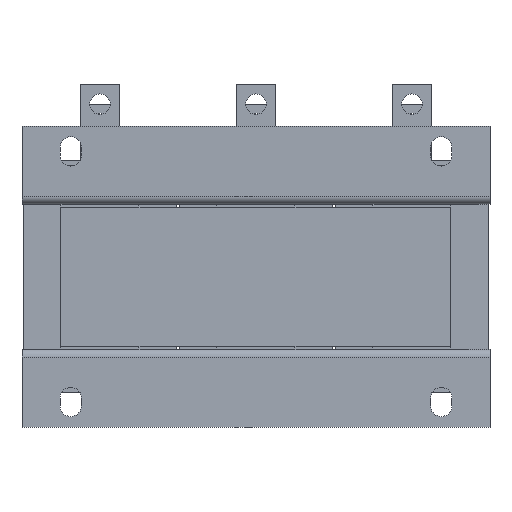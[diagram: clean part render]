
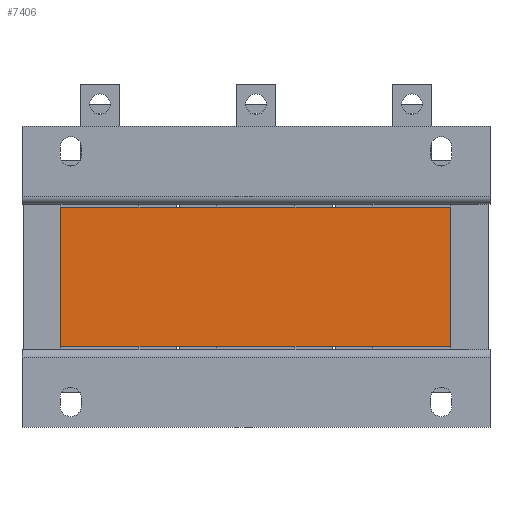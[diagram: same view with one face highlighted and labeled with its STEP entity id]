
A CAD part, front view. The second image highlights one B-rep face of the part: STEP entity #7406.
In plain terms, the highlighted planar face has unit normal (0, -1, 0).
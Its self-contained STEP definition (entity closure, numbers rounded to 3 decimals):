
#18 = CARTESIAN_POINT ( 'NONE',  ( 60., -20., -35.75 ) ) ;
#493 = LINE ( 'NONE', #12370, #8073 ) ;
#599 = EDGE_CURVE ( 'Defeature ausgef�hrt1_213+Defeature ausgef�hrt1_314+Defeature ausgef�hrt1_40+Defeature ausgef�hrt1_38', #2124, #646, #11618, .T. ) ;
#646 = VERTEX_POINT ( 'NONE', #1296 ) ;
#741 = VECTOR ( 'NONE', #5803, 1000. ) ;
#762 = PLANE ( 'NONE',  #3285 ) ;
#904 = VERTEX_POINT ( 'NONE', #8250 ) ;
#1296 = CARTESIAN_POINT ( 'NONE',  ( 20., -20., 35.75 ) ) ;
#1455 = CARTESIAN_POINT ( 'NONE',  ( -100., -20., -35.75 ) ) ;
#1481 = EDGE_CURVE ( 'Defeature ausgef�hrt1_309+Defeature ausgef�hrt1_314+Defeature ausgef�hrt1_38+Defeature ausgef�hrt1_86', #646, #7943, #12077, .T. ) ;
#1542 = VECTOR ( 'NONE', #12344, 1000. ) ;
#1831 = VERTEX_POINT ( 'NONE', #18 ) ;
#1841 = FACE_OUTER_BOUND ( 'NONE', #2517, .T. ) ;
#2082 = EDGE_CURVE ( 'Defeature ausgef�hrt1_314+Defeature ausgef�hrt1_310+Defeature ausgef�hrt1_207+Defeature ausgef�hrt1_205', #3300, #1831, #5775, .T. ) ;
#2084 = ORIENTED_EDGE ( 'NONE', *, *, #599, .F. ) ;
#2124 = VERTEX_POINT ( 'NONE', #11772 ) ;
#2434 = DIRECTION ( 'NONE',  ( 0., 0., -1. ) ) ;
#2478 = CARTESIAN_POINT ( 'NONE',  ( -100., -20., 35.75 ) ) ;
#2517 = EDGE_LOOP ( 'NONE', ( #4967, #5963, #4808, #11389, #3920, #8071, #7875, #8975, #2084, #7139, #10990, #10572 ) ) ;
#2558 = CARTESIAN_POINT ( 'NONE',  ( -100., -20., 35.75 ) ) ;
#2631 = CARTESIAN_POINT ( 'NONE',  ( 60., -20., 35.75 ) ) ;
#2640 = LINE ( 'NONE', #2478, #8291 ) ;
#3028 = VECTOR ( 'NONE', #7621, 1000. ) ;
#3032 = DIRECTION ( 'NONE',  ( 1., 0., 0. ) ) ;
#3076 = VECTOR ( 'NONE', #2434, 1000. ) ;
#3137 = CARTESIAN_POINT ( 'NONE',  ( -100., -20., -35.75 ) ) ;
#3248 = LINE ( 'NONE', #12885, #3076 ) ;
#3285 = AXIS2_PLACEMENT_3D ( 'NONE', #4937, #11099, #7050 ) ;
#3300 = VERTEX_POINT ( 'NONE', #13009 ) ;
#3337 = CARTESIAN_POINT ( 'NONE',  ( -100., -20., 35.75 ) ) ;
#3452 = LINE ( 'NONE', #2558, #741 ) ;
#3519 = DIRECTION ( 'NONE',  ( 1., 0., 0. ) ) ;
#3543 = CARTESIAN_POINT ( 'NONE',  ( -60., -20., 35.75 ) ) ;
#3562 = CARTESIAN_POINT ( 'NONE',  ( -100., -20., 35.75 ) ) ;
#3602 = VERTEX_POINT ( 'NONE', #3337 ) ;
#3639 = LINE ( 'NONE', #1455, #6390 ) ;
#3715 = VECTOR ( 'NONE', #7567, 1000. ) ;
#3816 = CARTESIAN_POINT ( 'NONE',  ( 60., -20., 35.75 ) ) ;
#3920 = ORIENTED_EDGE ( 'NONE', *, *, #9117, .T. ) ;
#4442 = VERTEX_POINT ( 'NONE', #8553 ) ;
#4535 = LINE ( 'NONE', #3816, #8241 ) ;
#4581 = EDGE_CURVE ( 'Defeature ausgef�hrt1_312+Defeature ausgef�hrt1_314+Defeature ausgef�hrt1_84+Defeature ausgef�hrt1_80', #4442, #10246, #3248, .T. ) ;
#4808 = ORIENTED_EDGE ( 'NONE', *, *, #12268, .T. ) ;
#4937 = CARTESIAN_POINT ( 'NONE',  ( -100., -20., 35.75 ) ) ;
#4967 = ORIENTED_EDGE ( 'NONE', *, *, #11128, .T. ) ;
#5153 = VERTEX_POINT ( 'NONE', #7716 ) ;
#5290 = VECTOR ( 'NONE', #7688, 1000. ) ;
#5445 = CARTESIAN_POINT ( 'NONE',  ( -100., -20., -35.75 ) ) ;
#5706 = LINE ( 'NONE', #7509, #7317 ) ;
#5775 = LINE ( 'NONE', #12850, #5290 ) ;
#5803 = DIRECTION ( 'NONE',  ( 0., 0., -1. ) ) ;
#5963 = ORIENTED_EDGE ( 'NONE', *, *, #6595, .T. ) ;
#6012 = CARTESIAN_POINT ( 'NONE',  ( 100., -20., -35.75 ) ) ;
#6343 = VECTOR ( 'NONE', #3519, 1000. ) ;
#6390 = VECTOR ( 'NONE', #12748, 1000. ) ;
#6595 = EDGE_CURVE ( 'Defeature ausgef�hrt1_314+Defeature ausgef�hrt1_311+Defeature ausgef�hrt1_217+Defeature ausgef�hrt1_207', #904, #5153, #7018, .T. ) ;
#7018 = LINE ( 'NONE', #3137, #1542 ) ;
#7050 = DIRECTION ( 'NONE',  ( 0., 0., 1. ) ) ;
#7139 = ORIENTED_EDGE ( 'NONE', *, *, #7782, .F. ) ;
#7317 = VECTOR ( 'NONE', #11726, 1000. ) ;
#7406 = ADVANCED_FACE ( 'Defeature ausgef�hrt1_314', ( #1841 ), #762, .F. ) ;
#7509 = CARTESIAN_POINT ( 'NONE',  ( -20., -20., -35.75 ) ) ;
#7567 = DIRECTION ( 'NONE',  ( 1., 0., 0. ) ) ;
#7621 = DIRECTION ( 'NONE',  ( 1., 0., 0. ) ) ;
#7688 = DIRECTION ( 'NONE',  ( 1., 0., 0. ) ) ;
#7716 = CARTESIAN_POINT ( 'NONE',  ( -20., -20., -35.75 ) ) ;
#7782 = EDGE_CURVE ( 'Defeature ausgef�hrt1_315+Defeature ausgef�hrt1_314+Defeature ausgef�hrt1_130+Defeature ausgef�hrt1_40', #12869, #2124, #8781, .T. ) ;
#7875 = ORIENTED_EDGE ( 'NONE', *, *, #8584, .F. ) ;
#7943 = VERTEX_POINT ( 'NONE', #2631 ) ;
#8071 = ORIENTED_EDGE ( 'NONE', *, *, #4581, .F. ) ;
#8073 = VECTOR ( 'NONE', #3032, 1000. ) ;
#8241 = VECTOR ( 'NONE', #8897, 1000. ) ;
#8250 = CARTESIAN_POINT ( 'NONE',  ( -60., -20., -35.75 ) ) ;
#8291 = VECTOR ( 'NONE', #11667, 1000. ) ;
#8553 = CARTESIAN_POINT ( 'NONE',  ( 100., -20., 35.75 ) ) ;
#8584 = EDGE_CURVE ( 'Defeature ausgef�hrt1_211+Defeature ausgef�hrt1_314+Defeature ausgef�hrt1_86+Defeature ausgef�hrt1_84', #7943, #4442, #4535, .T. ) ;
#8781 = LINE ( 'NONE', #3562, #6343 ) ;
#8897 = DIRECTION ( 'NONE',  ( 1., 0., 0. ) ) ;
#8975 = ORIENTED_EDGE ( 'NONE', *, *, #1481, .F. ) ;
#9117 = EDGE_CURVE ( 'Defeature ausgef�hrt1_314+Defeature ausgef�hrt1_205+Defeature ausgef�hrt1_310+Defeature ausgef�hrt1_312', #1831, #10246, #493, .T. ) ;
#10246 = VERTEX_POINT ( 'NONE', #6012 ) ;
#10470 = CARTESIAN_POINT ( 'NONE',  ( -20., -20., 35.75 ) ) ;
#10572 = ORIENTED_EDGE ( 'NONE', *, *, #11693, .T. ) ;
#10990 = ORIENTED_EDGE ( 'NONE', *, *, #12101, .F. ) ;
#11099 = DIRECTION ( 'NONE',  ( 0., 1., 0. ) ) ;
#11128 = EDGE_CURVE ( 'Defeature ausgef�hrt1_314+Defeature ausgef�hrt1_217+Defeature ausgef�hrt1_313+Defeature ausgef�hrt1_311', #12303, #904, #3639, .T. ) ;
#11389 = ORIENTED_EDGE ( 'NONE', *, *, #2082, .T. ) ;
#11618 = LINE ( 'NONE', #10470, #3715 ) ;
#11667 = DIRECTION ( 'NONE',  ( 1., 0., 0. ) ) ;
#11693 = EDGE_CURVE ( 'Defeature ausgef�hrt1_314+Defeature ausgef�hrt1_313+Defeature ausgef�hrt1_221+Defeature ausgef�hrt1_217', #3602, #12303, #3452, .T. ) ;
#11726 = DIRECTION ( 'NONE',  ( 1., 0., 0. ) ) ;
#11772 = CARTESIAN_POINT ( 'NONE',  ( -20., -20., 35.75 ) ) ;
#12077 = LINE ( 'NONE', #12777, #3028 ) ;
#12101 = EDGE_CURVE ( 'Defeature ausgef�hrt1_221+Defeature ausgef�hrt1_314+Defeature ausgef�hrt1_132+Defeature ausgef�hrt1_130', #3602, #12869, #2640, .T. ) ;
#12268 = EDGE_CURVE ( 'Defeature ausgef�hrt1_314+Defeature ausgef�hrt1_207+Defeature ausgef�hrt1_311+Defeature ausgef�hrt1_310', #5153, #3300, #5706, .T. ) ;
#12303 = VERTEX_POINT ( 'NONE', #5445 ) ;
#12344 = DIRECTION ( 'NONE',  ( 1., 0., 0. ) ) ;
#12370 = CARTESIAN_POINT ( 'NONE',  ( 60., -20., -35.75 ) ) ;
#12748 = DIRECTION ( 'NONE',  ( 1., 0., 0. ) ) ;
#12777 = CARTESIAN_POINT ( 'NONE',  ( -100., -20., 35.75 ) ) ;
#12850 = CARTESIAN_POINT ( 'NONE',  ( -100., -20., -35.75 ) ) ;
#12869 = VERTEX_POINT ( 'NONE', #3543 ) ;
#12885 = CARTESIAN_POINT ( 'NONE',  ( 100., -20., 35.75 ) ) ;
#13009 = CARTESIAN_POINT ( 'NONE',  ( 20., -20., -35.75 ) ) ;
